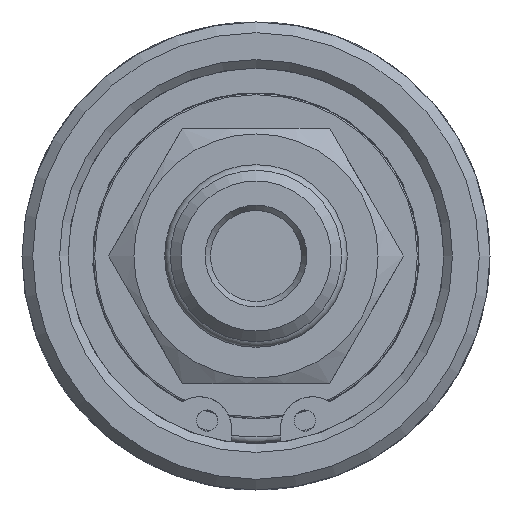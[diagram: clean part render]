
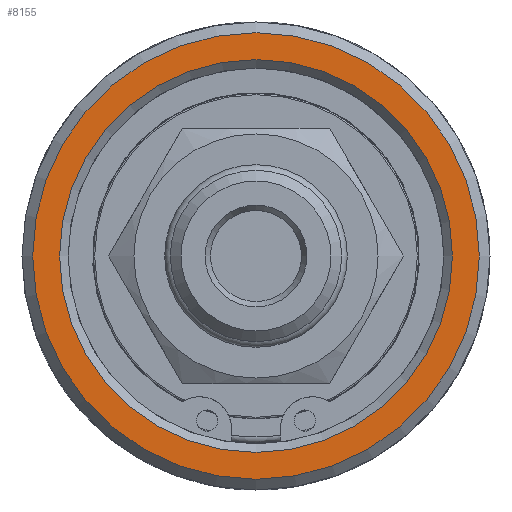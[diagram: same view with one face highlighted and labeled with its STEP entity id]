
A CAD part, left-side view. The second image highlights one B-rep face of the part: STEP entity #8155.
In plain terms, the highlighted planar face has unit normal (-1, 0, 0).
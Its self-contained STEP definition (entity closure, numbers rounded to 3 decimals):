
#289=FACE_BOUND('',#2851,.T.);
#1647=CIRCLE('',#8965,18.34);
#1648=CIRCLE('',#8968,20.85);
#1933=PLANE('',#8967);
#2359=FACE_OUTER_BOUND('',#2850,.T.);
#2850=EDGE_LOOP('',(#7473));
#2851=EDGE_LOOP('',(#7474));
#3925=VERTEX_POINT('',#17752);
#3926=VERTEX_POINT('',#17758);
#5123=EDGE_CURVE('',#3925,#3925,#1647,.T.);
#5125=EDGE_CURVE('',#3926,#3926,#1648,.T.);
#7473=ORIENTED_EDGE('',*,*,#5125,.F.);
#7474=ORIENTED_EDGE('',*,*,#5123,.F.);
#8155=ADVANCED_FACE('',(#2359,#289),#1933,.T.);
#8965=AXIS2_PLACEMENT_3D('',#17754,#10982,#10983);
#8967=AXIS2_PLACEMENT_3D('',#17757,#10987,#10988);
#8968=AXIS2_PLACEMENT_3D('',#17759,#10989,#10990);
#10982=DIRECTION('center_axis',(-1.,0.,0.));
#10983=DIRECTION('ref_axis',(0.,0.,-1.));
#10987=DIRECTION('center_axis',(-1.,0.,0.));
#10988=DIRECTION('ref_axis',(0.,0.,1.));
#10989=DIRECTION('center_axis',(1.,0.,0.));
#10990=DIRECTION('ref_axis',(0.,-1.,0.));
#17752=CARTESIAN_POINT('',(29.8,0.,18.34));
#17754=CARTESIAN_POINT('Origin',(29.8,0.,0.));
#17757=CARTESIAN_POINT('Origin',(29.8,0.,0.));
#17758=CARTESIAN_POINT('',(29.8,20.85,0.));
#17759=CARTESIAN_POINT('Origin',(29.8,0.,0.));
